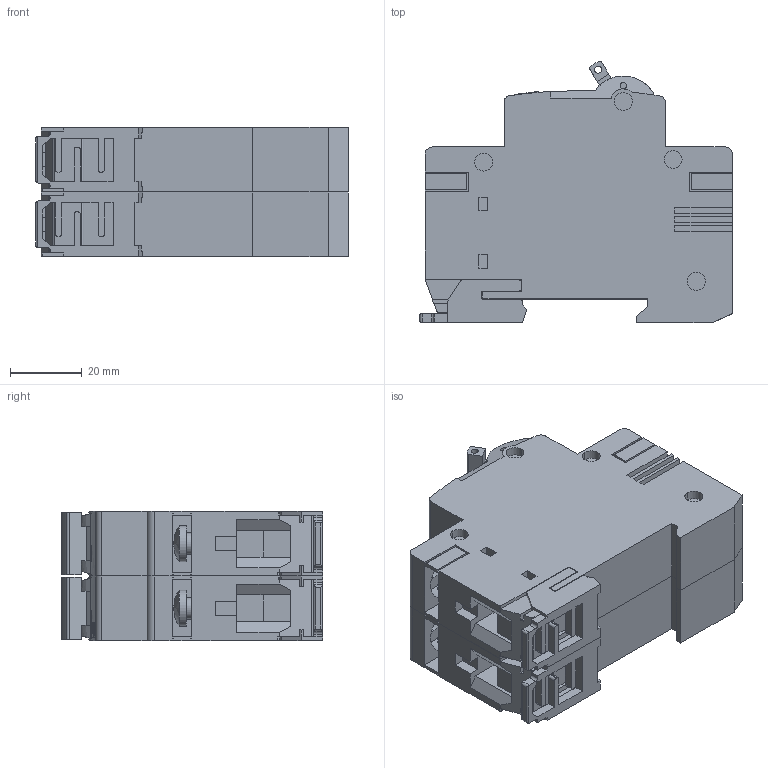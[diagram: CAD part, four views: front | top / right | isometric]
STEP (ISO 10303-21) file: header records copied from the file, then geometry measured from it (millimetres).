
FILE_DESCRIPTION((''),'2;1');
FILE_NAME('ETIMAT_6_2P_3D_ASM','2020-10-19T',('marketing.praksa'),('Audax d.o.o.'),'CREO PARAMETRIC BY PTC INC, 2017480','CREO PARAMETRIC BY PTC INC, 2017480','');
FILE_SCHEMA(('AUTOMOTIVE_DESIGN { 1 0 10303 214 1 1 1 1 }'));
Length unit declared in the file: millimetre
Products named in the file (13): ETIMAT_10_1P-OA0_AF0_ASM_3_ASM; OBUDOWA_ETIMAT10_1_1_2; DZWIGNIA_ETIMAT10_1; ZAPINKA_ETIMAT10_1; ETIMAT_10_1P-OA1_ASM_2_ASM; ASSEM1_AF0_ASM_1_ASM; ETIMAT_10_2P_ASM_1_ASM; OPEN_CASCADE_STEP_TRANSLATOR-_2; OPEN_CASCADE_STEP_TRANSLAT-21_1; OPEN_CASCADE_STEP_TRANSLAT-28_1; OPEN_CASCADE_STEP_TRANSLATOR-_1_ASM; ASM0004_ASM; ETIMAT_6_2P_3D_ASM
Assembly tree (15 placements, depth 5):
  ETIMAT_6_2P_3D_ASM
    ETIMAT_10_2P_ASM_1_ASM
      ASSEM1_AF0_ASM_1_ASM
        ETIMAT_10_1P-OA0_AF0_ASM_3_ASM
        ETIMAT_10_1P-OA1_ASM_2_ASM
          OBUDOWA_ETIMAT10_1_1_2
          DZWIGNIA_ETIMAT10_1
          ZAPINKA_ETIMAT10_1
    ASM0004_ASM
      OPEN_CASCADE_STEP_TRANSLATOR-_1_ASM
        OPEN_CASCADE_STEP_TRANSLATOR-_2
        OPEN_CASCADE_STEP_TRANSLAT-21_1
        OPEN_CASCADE_STEP_TRANSLAT-28_1
    OBUDOWA_ETIMAT10_1_1_2
    DZWIGNIA_ETIMAT10_1
    ZAPINKA_ETIMAT10_1
Bounding box: 87.19 x 72.92 x 36 mm (x, y, z)
Volume: 151441 mm3; surface area: 46915 mm2
Topology: 9 solids, 13 shells, 822 faces, 2312 edges, 1548 vertices
Faces by surface type: plane 582, cylinder 222, bspline 10, cone 8
Entity records: 19830 total; most frequent: CARTESIAN_POINT 3155, ORIENTED_EDGE 2454, DIRECTION 2347, EDGE_CURVE 1227, PRESENTATION_STYLE_ASSIGNMENT 903, STYLED_ITEM 903, VECTOR 893, LINE 893
